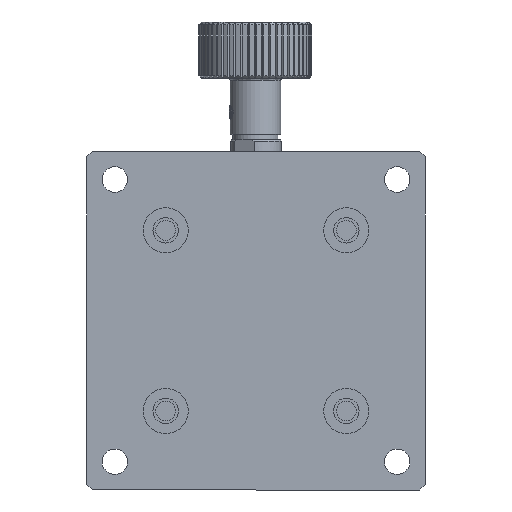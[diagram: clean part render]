
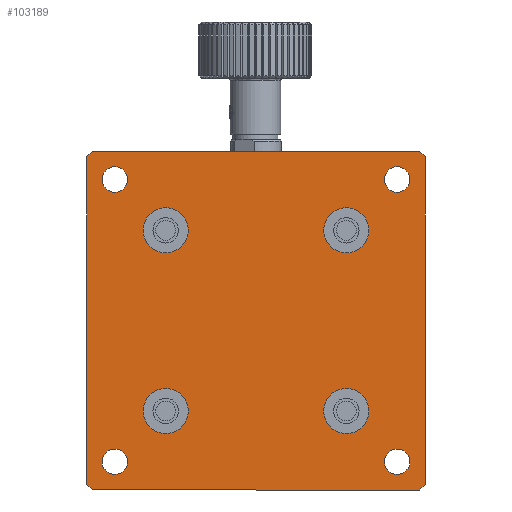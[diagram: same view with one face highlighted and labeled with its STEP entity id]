
A CAD part, front view. The second image highlights one B-rep face of the part: STEP entity #103189.
In plain terms, the highlighted planar face has unit normal (0, -1, 0).
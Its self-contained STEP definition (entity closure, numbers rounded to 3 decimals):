
#18 = CIRCLE ( 'NONE', #100778, 4. ) ;
#1817 = VERTEX_POINT ( 'NONE', #76807 ) ;
#4439 = CARTESIAN_POINT ( 'NONE',  ( -30., 0., 30. ) ) ;
#4985 = CARTESIAN_POINT ( 'NONE',  ( -30., 0., -30. ) ) ;
#5316 = AXIS2_PLACEMENT_3D ( 'NONE', #52947, #33346, #25603 ) ;
#6269 = VERTEX_POINT ( 'NONE', #73030 ) ;
#7486 = DIRECTION ( 'NONE',  ( 0.707, 0., -0.707 ) ) ;
#8765 = LINE ( 'NONE', #105885, #97092 ) ;
#9526 = ORIENTED_EDGE ( 'NONE', *, *, #56940, .F. ) ;
#9675 = VECTOR ( 'NONE', #40742, 1000. ) ;
#10293 = CARTESIAN_POINT ( 'NONE',  ( 16., 0., 16. ) ) ;
#11229 = ORIENTED_EDGE ( 'NONE', *, *, #39168, .T. ) ;
#12773 = CARTESIAN_POINT ( 'NONE',  ( -16., 0., 16. ) ) ;
#13119 = CARTESIAN_POINT ( 'NONE',  ( -29., 0., -30. ) ) ;
#14073 = ORIENTED_EDGE ( 'NONE', *, *, #82647, .T. ) ;
#15542 = CIRCLE ( 'NONE', #95347, 2.25 ) ;
#18496 = AXIS2_PLACEMENT_3D ( 'NONE', #107433, #88948, #25850 ) ;
#19819 = ORIENTED_EDGE ( 'NONE', *, *, #36246, .F. ) ;
#20872 = VERTEX_POINT ( 'NONE', #30403 ) ;
#22229 = DIRECTION ( 'NONE',  ( 0., 0., 1. ) ) ;
#22283 = VERTEX_POINT ( 'NONE', #48412 ) ;
#22912 = EDGE_CURVE ( 'NONE', #71083, #71083, #26849, .T. ) ;
#23619 = EDGE_LOOP ( 'NONE', ( #68279 ) ) ;
#24319 = CIRCLE ( 'NONE', #5316, 4. ) ;
#24487 = VECTOR ( 'NONE', #81140, 1000. ) ;
#24509 = CARTESIAN_POINT ( 'NONE',  ( 30., 0., 29. ) ) ;
#24752 = CIRCLE ( 'NONE', #28592, 4. ) ;
#25603 = DIRECTION ( 'NONE',  ( 0., 0., -1. ) ) ;
#25810 = CARTESIAN_POINT ( 'NONE',  ( -30., 0., 29. ) ) ;
#25850 = DIRECTION ( 'NONE',  ( 0., 0., 1. ) ) ;
#26849 = CIRCLE ( 'NONE', #85815, 2.25 ) ;
#26862 = EDGE_CURVE ( 'NONE', #40308, #117328, #78742, .T. ) ;
#27319 = CARTESIAN_POINT ( 'NONE',  ( 29., 0., -30. ) ) ;
#28592 = AXIS2_PLACEMENT_3D ( 'NONE', #12773, #66371, #57429 ) ;
#28710 = EDGE_CURVE ( 'NONE', #110376, #110376, #15542, .T. ) ;
#30403 = CARTESIAN_POINT ( 'NONE',  ( 16., 0., -20. ) ) ;
#30652 = DIRECTION ( 'NONE',  ( 0., -1., 0. ) ) ;
#31358 = VERTEX_POINT ( 'NONE', #94678 ) ;
#33346 = DIRECTION ( 'NONE',  ( 0., -1., 0. ) ) ;
#33703 = CARTESIAN_POINT ( 'NONE',  ( 29., 0., 30. ) ) ;
#34647 = CARTESIAN_POINT ( 'NONE',  ( 25., 0., -25. ) ) ;
#36246 = EDGE_CURVE ( 'NONE', #71655, #71655, #37218, .T. ) ;
#36312 = ORIENTED_EDGE ( 'NONE', *, *, #22912, .F. ) ;
#37218 = CIRCLE ( 'NONE', #86579, 2.25 ) ;
#37458 = EDGE_LOOP ( 'NONE', ( #107069 ) ) ;
#39168 = EDGE_CURVE ( 'NONE', #40308, #54201, #113943, .T. ) ;
#40290 = ORIENTED_EDGE ( 'NONE', *, *, #46881, .T. ) ;
#40308 = VERTEX_POINT ( 'NONE', #76930 ) ;
#40742 = DIRECTION ( 'NONE',  ( 1., 0., 0. ) ) ;
#43704 = FACE_OUTER_BOUND ( 'NONE', #44824, .T. ) ;
#44208 = VECTOR ( 'NONE', #75298, 1000. ) ;
#44824 = EDGE_LOOP ( 'NONE', ( #78238, #97116, #64550, #40290, #94196, #11229, #9526, #14073 ) ) ;
#45372 = VERTEX_POINT ( 'NONE', #92755 ) ;
#46881 = EDGE_CURVE ( 'NONE', #60189, #117328, #95516, .T. ) ;
#47793 = CARTESIAN_POINT ( 'NONE',  ( -16., 0., 12. ) ) ;
#48412 = CARTESIAN_POINT ( 'NONE',  ( -30., 0., -29. ) ) ;
#49490 = VECTOR ( 'NONE', #115101, 1000. ) ;
#50802 = CARTESIAN_POINT ( 'NONE',  ( 25., 0., 25. ) ) ;
#52802 = EDGE_CURVE ( 'NONE', #6269, #31358, #53161, .T. ) ;
#52947 = CARTESIAN_POINT ( 'NONE',  ( 16., 0., -16. ) ) ;
#53161 = LINE ( 'NONE', #25810, #24487 ) ;
#53201 = FACE_BOUND ( 'NONE', #37458, .T. ) ;
#53271 = VECTOR ( 'NONE', #7486, 1000. ) ;
#54201 = VERTEX_POINT ( 'NONE', #24509 ) ;
#55373 = CARTESIAN_POINT ( 'NONE',  ( -29., 0., -30. ) ) ;
#56940 = EDGE_CURVE ( 'NONE', #45372, #54201, #116499, .T. ) ;
#57429 = DIRECTION ( 'NONE',  ( 0., 0., -1. ) ) ;
#58054 = EDGE_CURVE ( 'NONE', #75178, #75178, #24752, .T. ) ;
#58548 = EDGE_LOOP ( 'NONE', ( #78398 ) ) ;
#59800 = FACE_BOUND ( 'NONE', #75447, .T. ) ;
#60189 = VERTEX_POINT ( 'NONE', #55373 ) ;
#60475 = EDGE_LOOP ( 'NONE', ( #111650 ) ) ;
#60980 = FACE_BOUND ( 'NONE', #64483, .T. ) ;
#61313 = DIRECTION ( 'NONE',  ( 0., -1., 0. ) ) ;
#63064 = AXIS2_PLACEMENT_3D ( 'NONE', #50802, #30652, #105631 ) ;
#63074 = DIRECTION ( 'NONE',  ( 0., 0., -1. ) ) ;
#64483 = EDGE_LOOP ( 'NONE', ( #19819 ) ) ;
#64550 = ORIENTED_EDGE ( 'NONE', *, *, #97971, .F. ) ;
#64611 = ORIENTED_EDGE ( 'NONE', *, *, #110773, .F. ) ;
#65070 = DIRECTION ( 'NONE',  ( 0., 0., -1. ) ) ;
#65115 = CARTESIAN_POINT ( 'NONE',  ( -25., 0., -25. ) ) ;
#65641 = DIRECTION ( 'NONE',  ( 0., -1., 0. ) ) ;
#65663 = EDGE_LOOP ( 'NONE', ( #36312 ) ) ;
#66371 = DIRECTION ( 'NONE',  ( 0., -1., 0. ) ) ;
#67300 = LINE ( 'NONE', #13119, #89780 ) ;
#68279 = ORIENTED_EDGE ( 'NONE', *, *, #28710, .F. ) ;
#68369 = DIRECTION ( 'NONE',  ( 0., -1., 0. ) ) ;
#69186 = DIRECTION ( 'NONE',  ( 0., 0., 1. ) ) ;
#70629 = ORIENTED_EDGE ( 'NONE', *, *, #101945, .F. ) ;
#71083 = VERTEX_POINT ( 'NONE', #97901 ) ;
#71655 = VERTEX_POINT ( 'NONE', #91294 ) ;
#72728 = EDGE_CURVE ( 'NONE', #107289, #107289, #18, .T. ) ;
#73030 = CARTESIAN_POINT ( 'NONE',  ( -30., 0., 29. ) ) ;
#73418 = CARTESIAN_POINT ( 'NONE',  ( 25., 0., -22.75 ) ) ;
#75178 = VERTEX_POINT ( 'NONE', #47793 ) ;
#75283 = VECTOR ( 'NONE', #22229, 1000. ) ;
#75298 = DIRECTION ( 'NONE',  ( -1., 0., 0. ) ) ;
#75447 = EDGE_LOOP ( 'NONE', ( #70629 ) ) ;
#76486 = LINE ( 'NONE', #4439, #44208 ) ;
#76807 = CARTESIAN_POINT ( 'NONE',  ( -16., 0., -20. ) ) ;
#76930 = CARTESIAN_POINT ( 'NONE',  ( 30., 0., -29. ) ) ;
#78238 = ORIENTED_EDGE ( 'NONE', *, *, #52802, .F. ) ;
#78270 = FACE_BOUND ( 'NONE', #60475, .T. ) ;
#78398 = ORIENTED_EDGE ( 'NONE', *, *, #72728, .F. ) ;
#78742 = LINE ( 'NONE', #107332, #49490 ) ;
#79832 = EDGE_CURVE ( 'NONE', #79863, #79863, #101181, .T. ) ;
#79863 = VERTEX_POINT ( 'NONE', #116246 ) ;
#80016 = PLANE ( 'NONE',  #18496 ) ;
#81140 = DIRECTION ( 'NONE',  ( 0.707, 0., 0.707 ) ) ;
#82647 = EDGE_CURVE ( 'NONE', #45372, #31358, #76486, .T. ) ;
#85815 = AXIS2_PLACEMENT_3D ( 'NONE', #65115, #101449, #91908 ) ;
#86579 = AXIS2_PLACEMENT_3D ( 'NONE', #114849, #68369, #113664 ) ;
#87193 = FACE_BOUND ( 'NONE', #23619, .T. ) ;
#88218 = CARTESIAN_POINT ( 'NONE',  ( 16., 0., 12. ) ) ;
#88566 = DIRECTION ( 'NONE',  ( 0., 0., -1. ) ) ;
#88948 = DIRECTION ( 'NONE',  ( 0., 1., 0. ) ) ;
#89604 = EDGE_CURVE ( 'NONE', #6269, #22283, #8765, .T. ) ;
#89780 = VECTOR ( 'NONE', #104816, 1000. ) ;
#91294 = CARTESIAN_POINT ( 'NONE',  ( -25., 0., 27.25 ) ) ;
#91908 = DIRECTION ( 'NONE',  ( 0., 0., 1. ) ) ;
#92755 = CARTESIAN_POINT ( 'NONE',  ( 29., 0., 30. ) ) ;
#93716 = CARTESIAN_POINT ( 'NONE',  ( 30., 0., 30. ) ) ;
#94196 = ORIENTED_EDGE ( 'NONE', *, *, #26862, .F. ) ;
#94678 = CARTESIAN_POINT ( 'NONE',  ( -29., 0., 30. ) ) ;
#95057 = EDGE_LOOP ( 'NONE', ( #64611 ) ) ;
#95347 = AXIS2_PLACEMENT_3D ( 'NONE', #34647, #106720, #69186 ) ;
#95516 = LINE ( 'NONE', #4985, #9675 ) ;
#96139 = FACE_BOUND ( 'NONE', #65663, .T. ) ;
#97092 = VECTOR ( 'NONE', #88566, 1000. ) ;
#97116 = ORIENTED_EDGE ( 'NONE', *, *, #89604, .T. ) ;
#97901 = CARTESIAN_POINT ( 'NONE',  ( -25., 0., -22.75 ) ) ;
#97971 = EDGE_CURVE ( 'NONE', #60189, #22283, #67300, .T. ) ;
#100778 = AXIS2_PLACEMENT_3D ( 'NONE', #10293, #65641, #65070 ) ;
#101181 = CIRCLE ( 'NONE', #63064, 2.25 ) ;
#101449 = DIRECTION ( 'NONE',  ( 0., -1., 0. ) ) ;
#101945 = EDGE_CURVE ( 'NONE', #1817, #1817, #116332, .T. ) ;
#103189 = ADVANCED_FACE ( 'NONE', ( #43704, #114639, #116395, #59800, #78270, #96139, #87193, #53201, #60980 ), #80016, .F. ) ;
#104816 = DIRECTION ( 'NONE',  ( -0.707, 0., 0.707 ) ) ;
#104912 = AXIS2_PLACEMENT_3D ( 'NONE', #106594, #61313, #63074 ) ;
#105631 = DIRECTION ( 'NONE',  ( 0., 0., 1. ) ) ;
#105885 = CARTESIAN_POINT ( 'NONE',  ( -30., 0., 30. ) ) ;
#106594 = CARTESIAN_POINT ( 'NONE',  ( -16., 0., -16. ) ) ;
#106720 = DIRECTION ( 'NONE',  ( 0., -1., 0. ) ) ;
#107069 = ORIENTED_EDGE ( 'NONE', *, *, #79832, .F. ) ;
#107289 = VERTEX_POINT ( 'NONE', #88218 ) ;
#107332 = CARTESIAN_POINT ( 'NONE',  ( 30., 0., -29. ) ) ;
#107433 = CARTESIAN_POINT ( 'NONE',  ( -30., 0., 30. ) ) ;
#110376 = VERTEX_POINT ( 'NONE', #73418 ) ;
#110773 = EDGE_CURVE ( 'NONE', #20872, #20872, #24319, .T. ) ;
#111650 = ORIENTED_EDGE ( 'NONE', *, *, #58054, .F. ) ;
#113664 = DIRECTION ( 'NONE',  ( 0., 0., 1. ) ) ;
#113943 = LINE ( 'NONE', #93716, #75283 ) ;
#114639 = FACE_BOUND ( 'NONE', #58548, .T. ) ;
#114849 = CARTESIAN_POINT ( 'NONE',  ( -25., 0., 25. ) ) ;
#115101 = DIRECTION ( 'NONE',  ( -0.707, 0., -0.707 ) ) ;
#116246 = CARTESIAN_POINT ( 'NONE',  ( 25., 0., 27.25 ) ) ;
#116332 = CIRCLE ( 'NONE', #104912, 4. ) ;
#116395 = FACE_BOUND ( 'NONE', #95057, .T. ) ;
#116499 = LINE ( 'NONE', #33703, #53271 ) ;
#117328 = VERTEX_POINT ( 'NONE', #27319 ) ;
